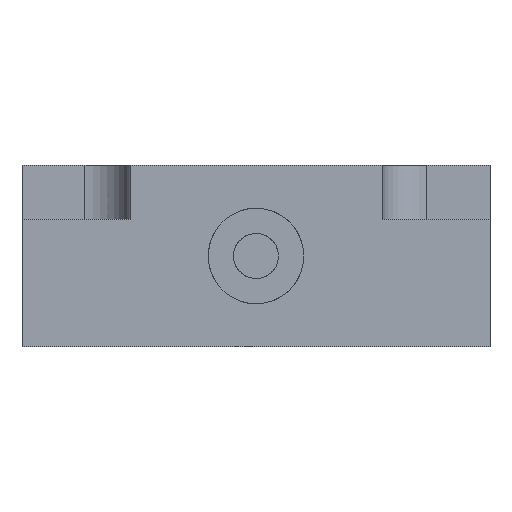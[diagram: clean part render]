
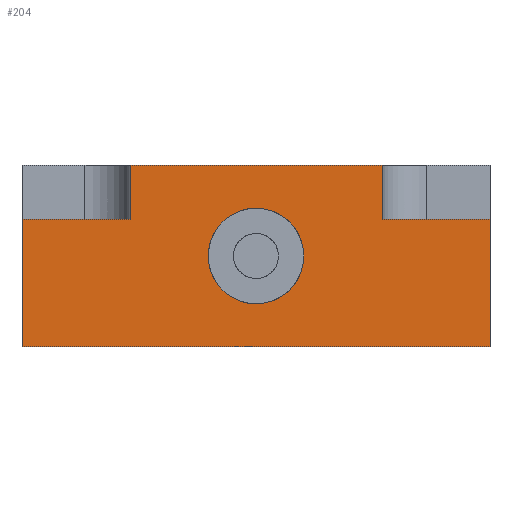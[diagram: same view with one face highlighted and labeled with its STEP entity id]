
A CAD part, front view. The second image highlights one B-rep face of the part: STEP entity #204.
In plain terms, the highlighted planar face has unit normal (0, -1, 0).
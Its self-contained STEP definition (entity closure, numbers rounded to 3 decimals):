
#204=ADVANCED_FACE('',(#262),#236,.T.);
#236=PLANE('',#989);
#262=FACE_OUTER_BOUND('',#287,.T.);
#287=EDGE_LOOP('',(#354,#355,#356,#357,#358,#359,#360,#361));
#354=ORIENTED_EDGE('',*,*,#634,.T.);
#355=ORIENTED_EDGE('',*,*,#635,.T.);
#356=ORIENTED_EDGE('',*,*,#636,.T.);
#357=ORIENTED_EDGE('',*,*,#637,.T.);
#358=ORIENTED_EDGE('',*,*,#638,.T.);
#359=ORIENTED_EDGE('',*,*,#639,.T.);
#360=ORIENTED_EDGE('',*,*,#640,.T.);
#361=ORIENTED_EDGE('',*,*,#641,.T.);
#494=VERTEX_POINT('',#1291);
#495=VERTEX_POINT('',#1292);
#496=VERTEX_POINT('',#1294);
#497=VERTEX_POINT('',#1296);
#498=VERTEX_POINT('',#1298);
#499=VERTEX_POINT('',#1300);
#500=VERTEX_POINT('',#1302);
#501=VERTEX_POINT('',#1304);
#634=EDGE_CURVE('',#494,#495,#774,.T.);
#635=EDGE_CURVE('',#495,#496,#775,.T.);
#636=EDGE_CURVE('',#496,#497,#776,.T.);
#637=EDGE_CURVE('',#497,#498,#777,.T.);
#638=EDGE_CURVE('',#498,#499,#778,.T.);
#639=EDGE_CURVE('',#499,#500,#779,.T.);
#640=EDGE_CURVE('',#500,#501,#780,.T.);
#641=EDGE_CURVE('',#501,#494,#781,.T.);
#774=LINE('',#1290,#887);
#775=LINE('',#1293,#888);
#776=LINE('',#1295,#889);
#777=LINE('',#1297,#890);
#778=LINE('',#1299,#891);
#779=LINE('',#1301,#892);
#780=LINE('',#1303,#893);
#781=LINE('',#1305,#894);
#887=VECTOR('',#1051,1.);
#888=VECTOR('',#1052,1.);
#889=VECTOR('',#1053,1.);
#890=VECTOR('',#1054,1.);
#891=VECTOR('',#1055,1.);
#892=VECTOR('',#1056,1.);
#893=VECTOR('',#1057,1.);
#894=VECTOR('',#1058,1.);
#989=AXIS2_PLACEMENT_3D('',#1306,#1059,#1060);
#1051=DIRECTION('',(-1.,0.,0.));
#1052=DIRECTION('',(0.,0.,-1.));
#1053=DIRECTION('',(-1.,0.,0.));
#1054=DIRECTION('',(0.,0.,-1.));
#1055=DIRECTION('',(1.,0.,0.));
#1056=DIRECTION('',(0.,0.,1.));
#1057=DIRECTION('',(-1.,0.,0.));
#1058=DIRECTION('',(0.,0.,1.));
#1059=DIRECTION('',(0.,-1.,0.));
#1060=DIRECTION('',(0.,0.,-1.));
#1290=CARTESIAN_POINT('',(-26.,0.,6.));
#1291=CARTESIAN_POINT('',(-12.,0.,6.));
#1292=CARTESIAN_POINT('',(-40.,0.,6.));
#1293=CARTESIAN_POINT('',(-40.,0.,-4.1));
#1294=CARTESIAN_POINT('',(-40.,0.,0.));
#1295=CARTESIAN_POINT('',(-26.,0.,0.));
#1296=CARTESIAN_POINT('',(-52.,0.,0.));
#1297=CARTESIAN_POINT('',(-52.,0.,-4.1));
#1298=CARTESIAN_POINT('',(-52.,0.,-14.2));
#1299=CARTESIAN_POINT('',(-26.,0.,-14.2));
#1300=CARTESIAN_POINT('',(0.,0.,-14.2));
#1301=CARTESIAN_POINT('',(0.,0.,-4.1));
#1302=CARTESIAN_POINT('',(0.,0.,0.));
#1303=CARTESIAN_POINT('',(-26.,0.,0.));
#1304=CARTESIAN_POINT('',(-12.,0.,0.));
#1305=CARTESIAN_POINT('',(-12.,0.,-4.1));
#1306=CARTESIAN_POINT('',(-52.001,0.,6.001));
